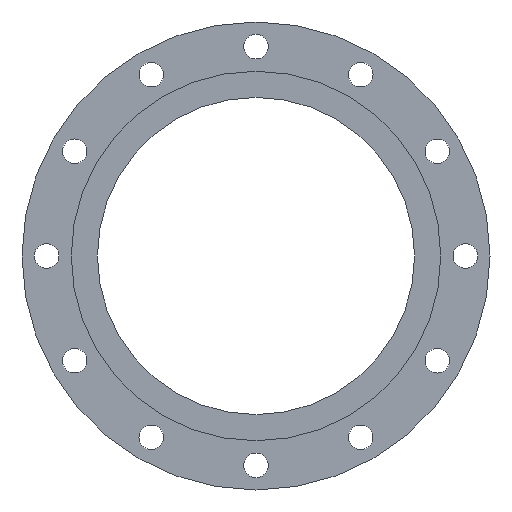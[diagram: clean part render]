
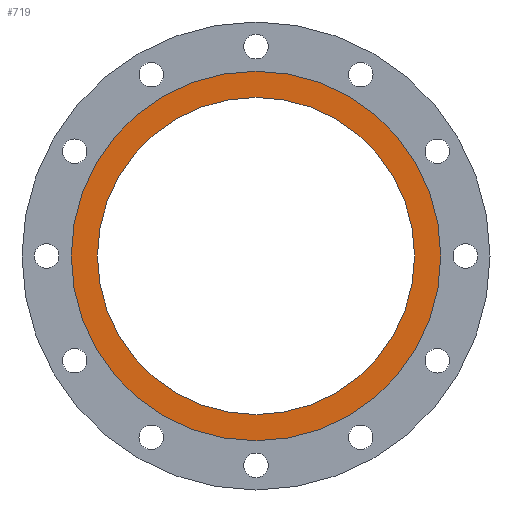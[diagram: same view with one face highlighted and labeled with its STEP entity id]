
A CAD part, left-side view. The second image highlights one B-rep face of the part: STEP entity #719.
In plain terms, the highlighted planar face has unit normal (-1, 0, 0).
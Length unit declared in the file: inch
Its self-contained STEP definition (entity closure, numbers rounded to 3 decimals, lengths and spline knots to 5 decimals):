
#27 = EDGE_LOOP ( 'NONE', ( #597, #1282 ) ) ;
#32 = DIRECTION ( 'NONE',  ( 0., 0., 1. ) ) ;
#33 = DIRECTION ( 'NONE',  ( 0., 0., 1. ) ) ;
#44 = EDGE_CURVE ( 'NONE', #91, #580, #502, .T. ) ;
#68 = VERTEX_POINT ( 'NONE', #830 ) ;
#90 = EDGE_CURVE ( 'NONE', #435, #68, #1287, .T. ) ;
#91 = VERTEX_POINT ( 'NONE', #306 ) ;
#109 = CARTESIAN_POINT ( 'NONE',  ( -0.14414, 0., 0. ) ) ;
#134 = CARTESIAN_POINT ( 'NONE',  ( -0.14414, 0., 0. ) ) ;
#212 = FACE_OUTER_BOUND ( 'NONE', #27, .T. ) ;
#265 = AXIS2_PLACEMENT_3D ( 'NONE', #1310, #958, #872 ) ;
#277 = CARTESIAN_POINT ( 'NONE',  ( -0.14414, 0., -6.4375 ) ) ;
#306 = CARTESIAN_POINT ( 'NONE',  ( -0.14414, 0., 6.4375 ) ) ;
#312 = DIRECTION ( 'NONE',  ( 0., 0., 1. ) ) ;
#372 = AXIS2_PLACEMENT_3D ( 'NONE', #134, #550, #32 ) ;
#421 = ORIENTED_EDGE ( 'NONE', *, *, #44, .F. ) ;
#435 = VERTEX_POINT ( 'NONE', #1283 ) ;
#479 = ORIENTED_EDGE ( 'NONE', *, *, #531, .F. ) ;
#502 = CIRCLE ( 'NONE', #372, 6.4375 ) ;
#531 = EDGE_CURVE ( 'NONE', #580, #91, #661, .T. ) ;
#539 = FACE_BOUND ( 'NONE', #776, .T. ) ;
#550 = DIRECTION ( 'NONE',  ( -1., 0., 0. ) ) ;
#565 = AXIS2_PLACEMENT_3D ( 'NONE', #109, #1032, #312 ) ;
#580 = VERTEX_POINT ( 'NONE', #277 ) ;
#597 = ORIENTED_EDGE ( 'NONE', *, *, #864, .T. ) ;
#615 = DIRECTION ( 'NONE',  ( -1., 0., 0. ) ) ;
#661 = CIRCLE ( 'NONE', #856, 6.4375 ) ;
#664 = AXIS2_PLACEMENT_3D ( 'NONE', #831, #615, #1248 ) ;
#681 = CIRCLE ( 'NONE', #265, 7.5 ) ;
#689 = CARTESIAN_POINT ( 'NONE',  ( -0.14414, 0., 0. ) ) ;
#719 = ADVANCED_FACE ( 'NONE', ( #212, #539 ), #746, .T. ) ;
#746 = PLANE ( 'NONE',  #664 ) ;
#776 = EDGE_LOOP ( 'NONE', ( #421, #479 ) ) ;
#830 = CARTESIAN_POINT ( 'NONE',  ( -0.14414, 0., 7.5 ) ) ;
#831 = CARTESIAN_POINT ( 'NONE',  ( -0.14414, 0., 0. ) ) ;
#856 = AXIS2_PLACEMENT_3D ( 'NONE', #689, #1093, #33 ) ;
#864 = EDGE_CURVE ( 'NONE', #68, #435, #681, .T. ) ;
#872 = DIRECTION ( 'NONE',  ( 0., 0., 1. ) ) ;
#958 = DIRECTION ( 'NONE',  ( -1., 0., 0. ) ) ;
#1032 = DIRECTION ( 'NONE',  ( -1., 0., 0. ) ) ;
#1093 = DIRECTION ( 'NONE',  ( -1., 0., 0. ) ) ;
#1248 = DIRECTION ( 'NONE',  ( 0., 0., 1. ) ) ;
#1282 = ORIENTED_EDGE ( 'NONE', *, *, #90, .T. ) ;
#1283 = CARTESIAN_POINT ( 'NONE',  ( -0.14414, 0., -7.5 ) ) ;
#1287 = CIRCLE ( 'NONE', #565, 7.5 ) ;
#1310 = CARTESIAN_POINT ( 'NONE',  ( -0.14414, 0., 0. ) ) ;
